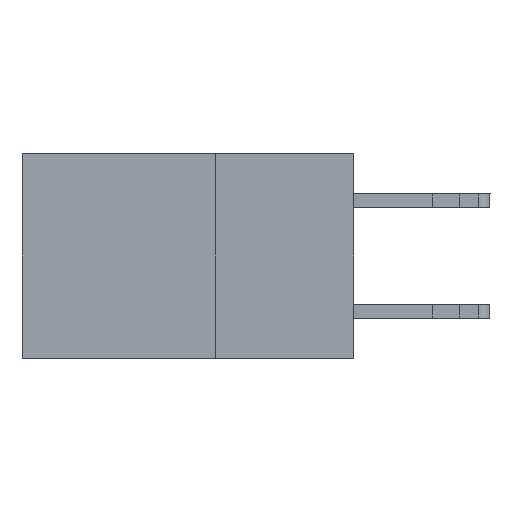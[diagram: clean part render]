
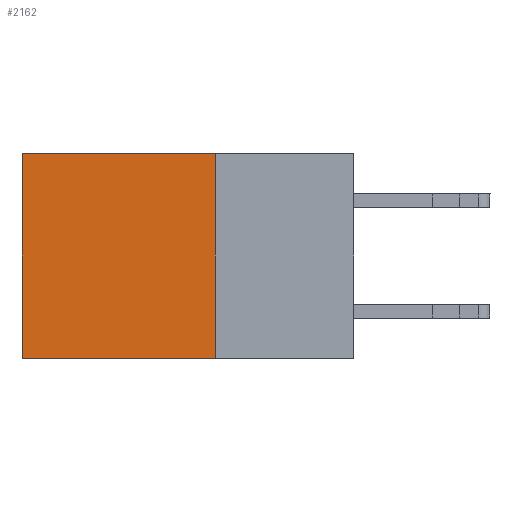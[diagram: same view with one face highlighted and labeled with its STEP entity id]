
A CAD part, left-side view. The second image highlights one B-rep face of the part: STEP entity #2162.
In plain terms, the highlighted planar face has unit normal (-1, 0, 0).
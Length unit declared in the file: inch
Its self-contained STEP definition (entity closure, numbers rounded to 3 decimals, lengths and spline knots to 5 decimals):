
#697 = VECTOR ( 'NONE', #20593, 39.37008 ) ;
#2162 = ADVANCED_FACE ( 'NONE', ( #19619 ), #3260, .F. ) ;
#2413 = VECTOR ( 'NONE', #27988, 39.37008 ) ;
#2597 = VERTEX_POINT ( 'NONE', #13731 ) ;
#3260 = PLANE ( 'NONE',  #12350 ) ;
#3903 = VECTOR ( 'NONE', #21283, 39.37008 ) ;
#4955 = EDGE_CURVE ( 'NONE', #10504, #13102, #24708, .T. ) ;
#5656 = EDGE_CURVE ( 'NONE', #8064, #10504, #17575, .T. ) ;
#5731 = ORIENTED_EDGE ( 'NONE', *, *, #5656, .F. ) ;
#6067 = CARTESIAN_POINT ( 'NONE',  ( 0.2875, 0.6, -0.37 ) ) ;
#8064 = VERTEX_POINT ( 'NONE', #8770 ) ;
#8770 = CARTESIAN_POINT ( 'NONE',  ( 0.2875, 0.25, 0. ) ) ;
#8782 = VECTOR ( 'NONE', #26920, 39.37008 ) ;
#10504 = VERTEX_POINT ( 'NONE', #26992 ) ;
#11141 = CARTESIAN_POINT ( 'NONE',  ( 0.2875, 0.25, 0. ) ) ;
#11700 = DIRECTION ( 'NONE',  ( 0., 0., -1. ) ) ;
#12350 = AXIS2_PLACEMENT_3D ( 'NONE', #22791, #25785, #11700 ) ;
#13102 = VERTEX_POINT ( 'NONE', #6067 ) ;
#13210 = LINE ( 'NONE', #26817, #8782 ) ;
#13731 = CARTESIAN_POINT ( 'NONE',  ( 0.2875, 0.6, 0. ) ) ;
#17575 = LINE ( 'NONE', #25612, #697 ) ;
#17792 = ORIENTED_EDGE ( 'NONE', *, *, #21424, .T. ) ;
#17942 = ORIENTED_EDGE ( 'NONE', *, *, #23369, .T. ) ;
#19331 = EDGE_LOOP ( 'NONE', ( #17792, #32694, #5731, #17942 ) ) ;
#19619 = FACE_OUTER_BOUND ( 'NONE', #19331, .T. ) ;
#20164 = LINE ( 'NONE', #11141, #2413 ) ;
#20593 = DIRECTION ( 'NONE',  ( 0., 0., -1. ) ) ;
#21283 = DIRECTION ( 'NONE',  ( 0., 1., 0. ) ) ;
#21424 = EDGE_CURVE ( 'NONE', #2597, #13102, #13210, .T. ) ;
#22791 = CARTESIAN_POINT ( 'NONE',  ( 0.2875, 0.25, 0. ) ) ;
#23369 = EDGE_CURVE ( 'NONE', #8064, #2597, #20164, .T. ) ;
#24708 = LINE ( 'NONE', #35912, #3903 ) ;
#25612 = CARTESIAN_POINT ( 'NONE',  ( 0.2875, 0.25, 0. ) ) ;
#25785 = DIRECTION ( 'NONE',  ( 1., 0., 0. ) ) ;
#26817 = CARTESIAN_POINT ( 'NONE',  ( 0.2875, 0.6, 0. ) ) ;
#26920 = DIRECTION ( 'NONE',  ( 0., 0., -1. ) ) ;
#26992 = CARTESIAN_POINT ( 'NONE',  ( 0.2875, 0.25, -0.37 ) ) ;
#27988 = DIRECTION ( 'NONE',  ( 0., 1., 0. ) ) ;
#32694 = ORIENTED_EDGE ( 'NONE', *, *, #4955, .F. ) ;
#35912 = CARTESIAN_POINT ( 'NONE',  ( 0.2875, 0.25, -0.37 ) ) ;
